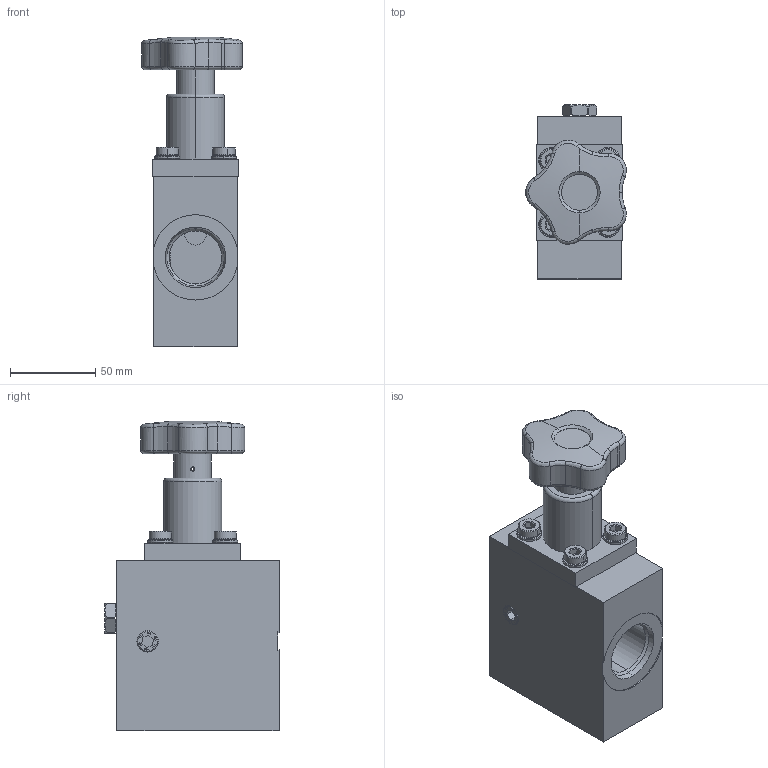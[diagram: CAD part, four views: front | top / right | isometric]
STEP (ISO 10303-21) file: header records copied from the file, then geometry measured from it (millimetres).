
FILE_DESCRIPTION (( 'STEP AP214' ), '1' );
FILE_NAME ('HV400-S-N-6.STEP', '2024-10-31T16:19:03', ( '' ), ( '' ), 'SwSTEP 2.0', 'SolidWorks 2023', '' );
FILE_SCHEMA (( 'AUTOMOTIVE_DESIGN' ));
Length unit declared in the file: millimetre
Products named in the file (1): HV400-S-N-6
Bounding box: 58.89 x 102 x 181.36 mm (x, y, z)
Surface area: 65666.8 mm2 (no closed solid volume)
Topology: 0 solids, 14 shells, 323 faces, 861 edges, 551 vertices
Faces by surface type: plane 113, cylinder 88, cone 61, torus 45, bspline 16
Entity records: 12470 total; most frequent: CARTESIAN_POINT 4451, DIRECTION 1765, ORIENTED_EDGE 1516, EDGE_CURVE 861, AXIS2_PLACEMENT_3D 684, VERTEX_POINT 551, LINE 397, VECTOR 397
